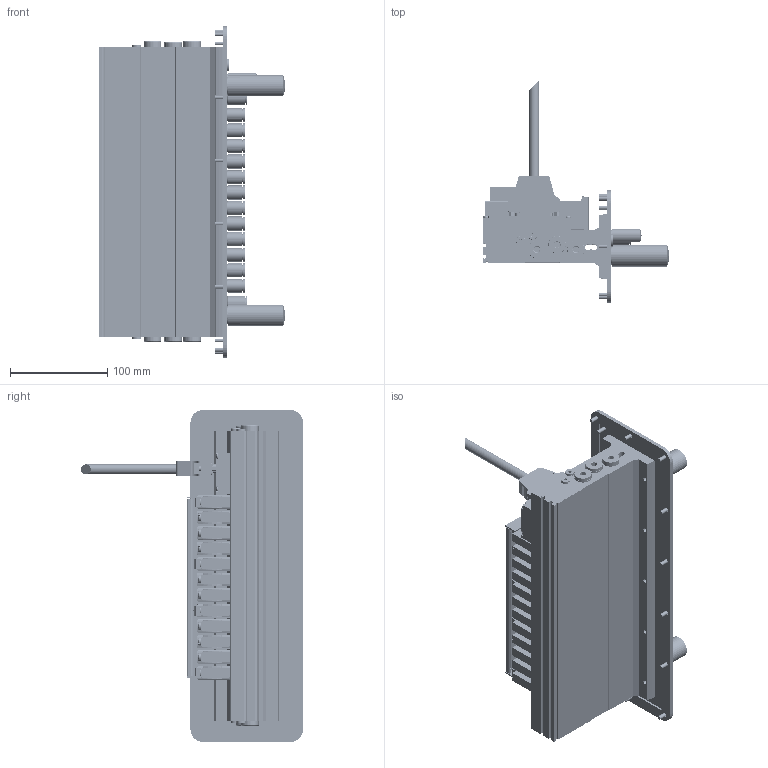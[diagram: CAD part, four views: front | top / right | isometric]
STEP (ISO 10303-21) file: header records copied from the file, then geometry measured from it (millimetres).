
FILE_DESCRIPTION(/* description */ ('VTUG-MP-Ventilinsel'),/* implementation_level */ '2;1');
FILE_NAME(/* name */ 'VTUG 14, 12 met doorvoerplaat en Multi-pin.stp',/* time_stamp */ '2018-07-11T11:06:39+02:00',/* author */ ('user'),/* organization */ ('FESTO'),/* preprocessor_version */ 'ST-DEVELOPER v16.5',/* originating_system */ 'Autodesk Inventor 2017',/* authorisation */ '');
FILE_SCHEMA (('AUTOMOTIVE_DESIGN { 1 0 10303 214 3 1 1 }'));
Length unit declared in the file: millimetre
Products named in the file (20): 573606 VTUG-14-MSDR-B1T-25V20-G14FD-DTL-G18SFD-12VK+M1TTSC; 573605 VABM-L1-14--WS2-G14-12-GR-- ---(MF); 573479 VUVG-B14-T32C-MZT-F-1T1L---(V_G18); 1061809 F-M2.5X37-10.9; 573445 VAEM-L1-S-M1-25---(0)_p; 1426888 F-M3x17-10.9; 575417 NEBV-S1G25-K-2.5-N-LE25-S6---(P); 573519 ASCF-H-L1-14-12V---(T); 1478897 ASCF-H-L1-L---(S); 1488418 ASCF-H-L1---(H); 1491427 ASCF-H-L1-R---(S); 174309 B-M7---(VTUG); 3569 B-1/4---(VTUG); doorvoerplaat groot 12 32 klein; rubber groot  12 32; 1707427 UC-3/8; 578406 NPQH-BK-G18-P10; 161419 UC-1/8; 578378 NPQH-DK-G14-Q10-P10; 578376 NPQH-DK-G18-Q8-P10
Assembly tree (90 placements, depth 2):
  573606 VTUG-14-MSDR-B1T-25V20-G14FD-DTL-G18SFD-12VK+M1TTSC
    573605 VABM-L1-14--WS2-G14-12-GR-- ---(MF)
    573479 VUVG-B14-T32C-MZT-F-1T1L---(V_G18)  x12
    1061809 F-M2.5X37-10.9  x24
    3569 B-1/4---(VTUG)  x6
    174309 B-M7---(VTUG)  x4
    573445 VAEM-L1-S-M1-25---(0)_p
    1426888 F-M3x17-10.9  x4
    575417 NEBV-S1G25-K-2.5-N-LE25-S6---(P)
    573519 ASCF-H-L1-14-12V---(T)
    1478897 ASCF-H-L1-L---(S)
    1488418 ASCF-H-L1---(H)  x2
    1491427 ASCF-H-L1-R---(S)
    doorvoerplaat groot 12 32 klein
    rubber groot  12 32
    1707427 UC-3/8  x2
    578406 NPQH-BK-G18-P10
    161419 UC-1/8
    578378 NPQH-DK-G14-Q10-P10  x2
    578376 NPQH-DK-G18-Q8-P10  x24
Bounding box: 192 x 228.85 x 342 mm (x, y, z)
Volume: 1900986 mm3; surface area: 595170 mm2
Topology: 90 solids, 90 shells, 6763 faces, 16528 edges, 10713 vertices
Faces by surface type: plane 4210, cylinder 1656, cone 652, torus 117, sphere 99, bspline 29
Full cylindrical faces by diameter (mm): 0.95 x25, 1.12 x1, 1.44 x1, 1.567 x24, 2.156 x2, 2.2 x24, 2.459 x4, 2.5 x26, 2.6 x31, 2.7 x32, 2.8 x4, 3 x4, 3.1 x2, 3.3 x1, 3.9 x24, 4 x40, 4.134 x13, 4.5 x24, 4.864 x1, 5 x16, 5.3 x24, 5.6 x4, 5.85 x1, 5.917 x4, 6 x37, 6.1 x24, 6.2 x2, 6.4 x1, 6.5 x60, 7 x4
Entity records: 53732 total; most frequent: CARTESIAN_POINT 10744, DIRECTION 9053, ORIENTED_EDGE 7754, EDGE_CURVE 3877, AXIS2_PLACEMENT_3D 3488, VERTEX_POINT 2856, EDGE_LOOP 2783, LINE 2077
